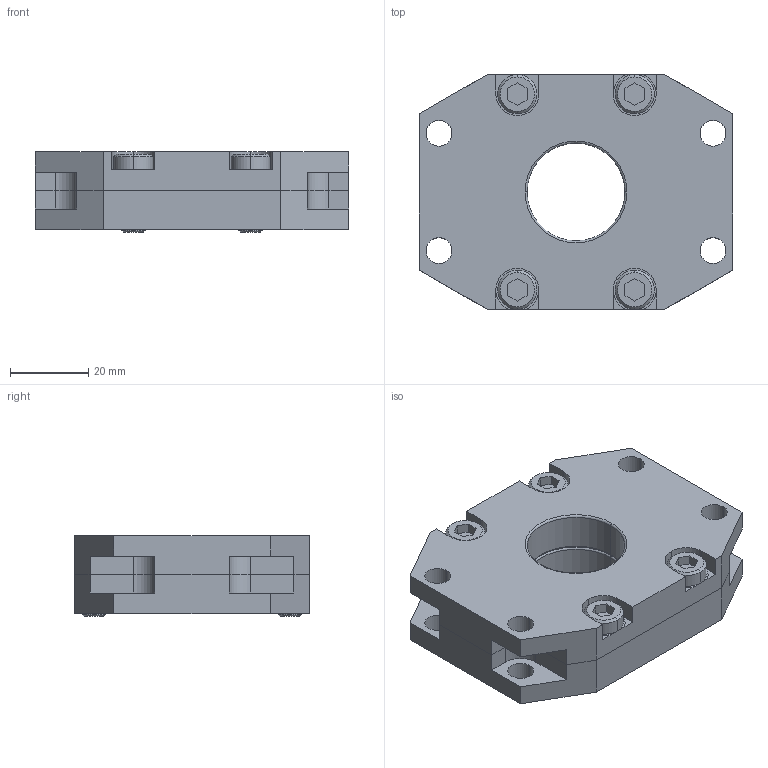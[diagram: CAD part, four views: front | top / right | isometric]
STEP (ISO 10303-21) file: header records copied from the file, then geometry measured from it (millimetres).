
FILE_DESCRIPTION(('Creo Elements/Direct Modeling STEP Export'),'2;1');
FILE_NAME('44.0370.6_Anschlussplatte-MMS-44_für-Luftspeicherverlängerung.stp','2022-03-21T 9:03:04',(''),(''),'PTC Creo Elements/Direct Modeling STEP processor for AP214 (Solid Model)','PTC Creo Elements/Direct Modeling 19.0C 15-Aug-2015 (C) Parametric Technology GmbH','');
FILE_SCHEMA(('AUTOMOTIVE_DESIGN { 1 0 10303 214 1 1 1 1 }'));
Length unit declared in the file: millimetre
Products named in the file (5): Anschlussplatte-MMS-44_80x60x10-Flanschausführung_96.4063_PX175611; Zylinderschraube-DIN6912_M6x16-8.03; O-Ring_OR-3000-300-70-NBR_96.4064_PX175610; Anschlussplatte-MMS-44_80x60x10-mit-O-Ring_96.4062_PX175613; Anschlussplatte-MMS-44_für-Luftspeicherverlängerung_44.0370.6_PX1
75614
Assembly tree (7 placements, depth 2):
  Anschlussplatte-MMS-44_für-Luftspeicherverlängerung_44.0370.6_PX1
75614
    Anschlussplatte-MMS-44_80x60x10-mit-O-Ring_96.4062_PX175613
    Zylinderschraube-DIN6912_M6x16-8.03  x4
    O-Ring_OR-3000-300-70-NBR_96.4064_PX175610
    Anschlussplatte-MMS-44_80x60x10-Flanschausführung_96.4063_PX175611
Bounding box: 80 x 60 x 20.7 mm (x, y, z)
Volume: 71879.2 mm3; surface area: 27583.3 mm2
Topology: 7 solids, 7 shells, 220 faces, 544 edges, 346 vertices
Faces by surface type: plane 104, cylinder 72, cone 32, torus 12
Entity records: 4995 total; most frequent: ORIENTED_EDGE 860, CARTESIAN_POINT 796, DIRECTION 794, EDGE_CURVE 430, VERTEX_POINT 274, AXIS2_PLACEMENT_3D 272, VECTOR 250, LINE 250
